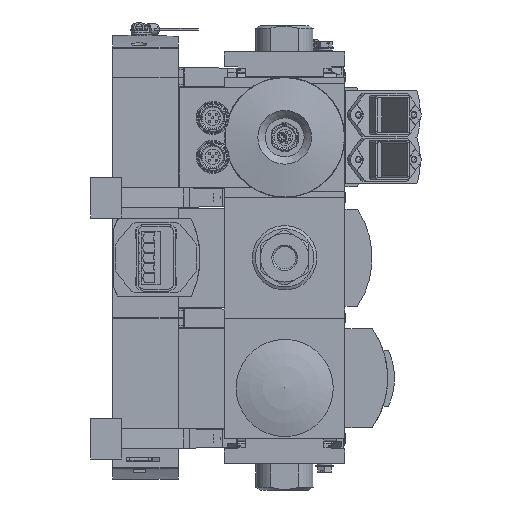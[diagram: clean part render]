
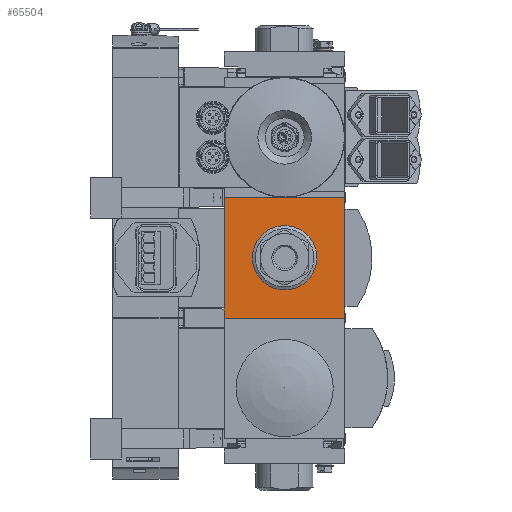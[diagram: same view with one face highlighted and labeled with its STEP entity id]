
A CAD part, front view. The second image highlights one B-rep face of the part: STEP entity #65504.
In plain terms, the highlighted planar face has unit normal (0, -1, 0).
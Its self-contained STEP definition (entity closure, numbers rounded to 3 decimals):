
#4429=LINE('',#96289,#9589);
#4570=LINE('',#96633,#9730);
#4685=LINE('',#96982,#9845);
#4705=LINE('',#97041,#9865);
#9589=VECTOR('',#80407,1000.);
#9730=VECTOR('',#80642,1000.);
#9845=VECTOR('',#80895,1000.);
#9865=VECTOR('',#80953,1000.);
#20705=ORIENTED_EDGE('',*,*,#31296,.F.);
#20706=ORIENTED_EDGE('',*,*,#31090,.F.);
#20707=ORIENTED_EDGE('',*,*,#30918,.F.);
#20708=ORIENTED_EDGE('',*,*,#31280,.F.);
#20709=ORIENTED_EDGE('',*,*,#31251,.F.);
#30918=EDGE_CURVE('',#37006,#37007,#4429,.T.);
#31090=EDGE_CURVE('',#37007,#37163,#4570,.T.);
#31251=EDGE_CURVE('',#37163,#37285,#4685,.T.);
#31280=EDGE_CURVE('',#37285,#37006,#4705,.T.);
#31296=EDGE_CURVE('',#37313,#37313,#40345,.F.);
#37006=VERTEX_POINT('',#96288);
#37007=VERTEX_POINT('',#96290);
#37163=VERTEX_POINT('',#96634);
#37285=VERTEX_POINT('',#96983);
#37313=VERTEX_POINT('',#97072);
#40345=CIRCLE('',#69865,16.559);
#43139=EDGE_LOOP('',(#20705));
#43140=EDGE_LOOP('',(#20706,#20707,#20708,#20709));
#46668=FACE_BOUND('',#43139,.T.);
#46669=FACE_BOUND('',#43140,.T.);
#49091=PLANE('',#69864);
#65504=ADVANCED_FACE('',(#46668,#46669),#49091,.F.);
#69864=AXIS2_PLACEMENT_3D('',#97070,#80981,#80982);
#69865=AXIS2_PLACEMENT_3D('',#97071,#80983,#80984);
#80407=DIRECTION('',(-1.,0.,0.));
#80642=DIRECTION('',(0.,0.,1.));
#80895=DIRECTION('',(1.,0.,0.));
#80953=DIRECTION('',(0.,0.,-1.));
#80981=DIRECTION('',(0.,1.,0.));
#80982=DIRECTION('',(0.,0.,1.));
#80983=DIRECTION('',(0.,1.,0.));
#80984=DIRECTION('',(0.,0.,1.));
#96288=CARTESIAN_POINT('',(31.,-45.5,-31.));
#96289=CARTESIAN_POINT('',(31.,-45.5,-31.));
#96290=CARTESIAN_POINT('',(-31.,-45.5,-31.));
#96633=CARTESIAN_POINT('',(-31.,-45.5,-31.));
#96634=CARTESIAN_POINT('',(-31.,-45.5,31.));
#96982=CARTESIAN_POINT('',(-31.,-45.5,31.));
#96983=CARTESIAN_POINT('',(31.,-45.5,31.));
#97041=CARTESIAN_POINT('',(31.,-45.5,31.));
#97070=CARTESIAN_POINT('',(0.,-45.5,0.));
#97071=CARTESIAN_POINT('',(0.,-45.5,0.));
#97072=CARTESIAN_POINT('',(0.,-45.5,16.559));
